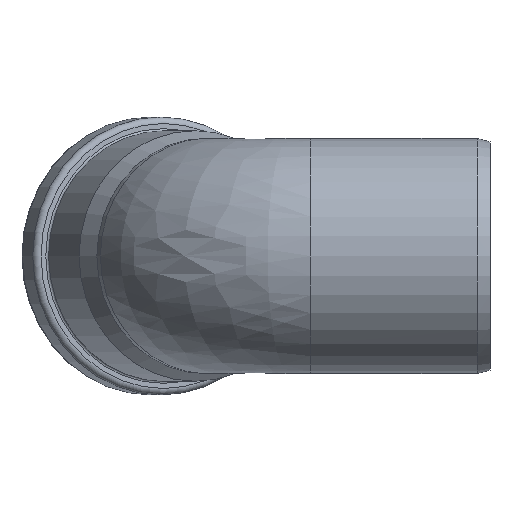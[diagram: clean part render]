
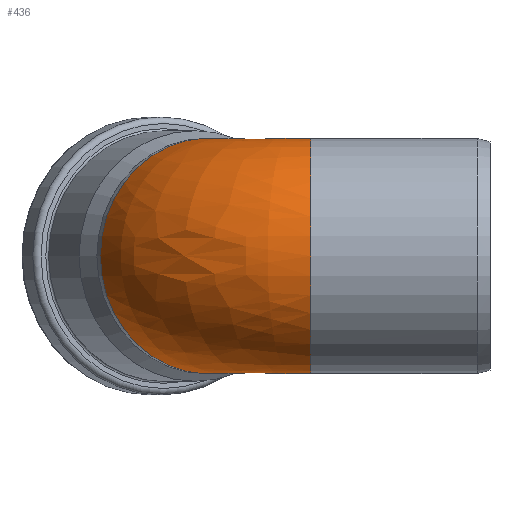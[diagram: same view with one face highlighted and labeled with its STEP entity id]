
A CAD part, left-side view. The second image highlights one B-rep face of the part: STEP entity #436.
In plain terms, the highlighted free-form (B-spline) face has degree [2, 2] with [9, 3] control points.
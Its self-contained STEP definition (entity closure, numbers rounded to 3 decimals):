
#46=(
BOUNDED_SURFACE()
B_SPLINE_SURFACE(2,2,((#790,#791,#792),(#793,#794,#795),(#796,#797,#798),
(#799,#800,#801),(#802,#803,#804),(#805,#806,#807),(#808,#809,#810),(#811,
#812,#813),(#814,#815,#816)),.UNSPECIFIED.,.F.,.F.,.F.)
B_SPLINE_SURFACE_WITH_KNOTS((3,2,2,2,3),(3,3),(-2.715,-1.357,
0.,1.357,2.715),(0.,1.178),
 .UNSPECIFIED.)
GEOMETRIC_REPRESENTATION_ITEM()
RATIONAL_B_SPLINE_SURFACE(((1.,0.831,1.),(0.778,
0.647,0.778),(1.,0.831,1.),(0.778,
0.647,0.778),(1.,0.831,1.),(0.778,
0.647,0.778),(1.,0.831,1.),(0.778,
0.647,0.778),(1.,0.831,1.)))
REPRESENTATION_ITEM('')
SURFACE()
);
#49=B_SPLINE_CURVE_WITH_KNOTS('',3,(#760,#761,#762,#763,#764,#765,#766,
#767,#768,#769,#770,#771,#772),.UNSPECIFIED.,.F.,.F.,(4,3,3,3,4),(-0.001,
0.058,0.079,0.108,0.159),
 .UNSPECIFIED.);
#50=B_SPLINE_CURVE_WITH_KNOTS('',3,(#776,#777,#778,#779,#780,#781,#782,
#783,#784,#785,#786,#787,#788),.UNSPECIFIED.,.F.,.F.,(4,3,3,3,4),(-0.001,
0.058,0.079,0.108,0.159),
 .UNSPECIFIED.);
#93=FACE_OUTER_BOUND('',#135,.T.);
#135=EDGE_LOOP('',(#344,#345,#346,#347));
#214=CIRCLE('',#482,55.05);
#215=CIRCLE('',#483,55.05);
#254=VERTEX_POINT('',#758);
#255=VERTEX_POINT('',#759);
#256=VERTEX_POINT('',#773);
#257=VERTEX_POINT('',#775);
#296=EDGE_CURVE('',#254,#255,#49,.T.);
#298=EDGE_CURVE('',#257,#256,#50,.T.);
#300=EDGE_CURVE('',#256,#254,#214,.T.);
#301=EDGE_CURVE('',#257,#255,#215,.T.);
#344=ORIENTED_EDGE('',*,*,#298,.T.);
#345=ORIENTED_EDGE('',*,*,#300,.T.);
#346=ORIENTED_EDGE('',*,*,#296,.T.);
#347=ORIENTED_EDGE('',*,*,#301,.F.);
#436=ADVANCED_FACE('',(#93),#46,.F.);
#482=AXIS2_PLACEMENT_3D('',#817,#570,#571);
#483=AXIS2_PLACEMENT_3D('',#818,#572,#573);
#570=DIRECTION('center_axis',(0.,1.,0.));
#571=DIRECTION('ref_axis',(1.,0.,0.));
#572=DIRECTION('center_axis',(0.924,0.383,0.));
#573=DIRECTION('ref_axis',(0.383,-0.924,0.));
#758=CARTESIAN_POINT('',(50.085,83.93,22.847));
#759=CARTESIAN_POINT('',(50.928,85.191,22.847));
#760=CARTESIAN_POINT('Ctrl Pts',(50.085,83.93,22.847));
#761=CARTESIAN_POINT('Ctrl Pts',(50.096,84.123,22.823));
#762=CARTESIAN_POINT('Ctrl Pts',(50.145,84.313,22.807));
#763=CARTESIAN_POINT('Ctrl Pts',(50.228,84.488,22.8));
#764=CARTESIAN_POINT('Ctrl Pts',(50.259,84.553,22.798));
#765=CARTESIAN_POINT('Ctrl Pts',(50.295,84.616,22.796));
#766=CARTESIAN_POINT('Ctrl Pts',(50.334,84.675,22.796));
#767=CARTESIAN_POINT('Ctrl Pts',(50.387,84.755,22.796));
#768=CARTESIAN_POINT('Ctrl Pts',(50.448,84.829,22.799));
#769=CARTESIAN_POINT('Ctrl Pts',(50.516,84.897,22.803));
#770=CARTESIAN_POINT('Ctrl Pts',(50.636,85.018,22.811));
#771=CARTESIAN_POINT('Ctrl Pts',(50.775,85.117,22.826));
#772=CARTESIAN_POINT('Ctrl Pts',(50.928,85.191,22.847));
#773=CARTESIAN_POINT('',(50.085,83.93,-22.847));
#775=CARTESIAN_POINT('',(50.928,85.191,-22.847));
#776=CARTESIAN_POINT('Ctrl Pts',(50.928,85.191,-22.847));
#777=CARTESIAN_POINT('Ctrl Pts',(50.754,85.107,-22.823));
#778=CARTESIAN_POINT('Ctrl Pts',(50.597,84.989,-22.807));
#779=CARTESIAN_POINT('Ctrl Pts',(50.467,84.845,-22.8));
#780=CARTESIAN_POINT('Ctrl Pts',(50.418,84.792,-22.798));
#781=CARTESIAN_POINT('Ctrl Pts',(50.374,84.735,-22.796));
#782=CARTESIAN_POINT('Ctrl Pts',(50.334,84.675,-22.796));
#783=CARTESIAN_POINT('Ctrl Pts',(50.281,84.596,-22.796));
#784=CARTESIAN_POINT('Ctrl Pts',(50.236,84.511,-22.799));
#785=CARTESIAN_POINT('Ctrl Pts',(50.199,84.423,-22.803));
#786=CARTESIAN_POINT('Ctrl Pts',(50.133,84.266,-22.811));
#787=CARTESIAN_POINT('Ctrl Pts',(50.095,84.099,-22.826));
#788=CARTESIAN_POINT('Ctrl Pts',(50.085,83.93,-22.847));
#790=CARTESIAN_POINT('Ctrl Pts',(50.109,83.93,22.794));
#791=CARTESIAN_POINT('Ctrl Pts',(50.109,84.826,22.794));
#792=CARTESIAN_POINT('Ctrl Pts',(50.937,85.169,22.794));
#793=CARTESIAN_POINT('Ctrl Pts',(31.727,83.93,63.205));
#794=CARTESIAN_POINT('Ctrl Pts',(31.727,97.109,63.205));
#795=CARTESIAN_POINT('Ctrl Pts',(43.902,102.152,63.205));
#796=CARTESIAN_POINT('Ctrl Pts',(-11.662,83.93,53.801));
#797=CARTESIAN_POINT('Ctrl Pts',(-11.662,126.1,53.801));
#798=CARTESIAN_POINT('Ctrl Pts',(27.298,142.238,53.801));
#799=CARTESIAN_POINT('Ctrl Pts',(-55.05,83.93,44.396));
#800=CARTESIAN_POINT('Ctrl Pts',(-55.05,155.091,44.396));
#801=CARTESIAN_POINT('Ctrl Pts',(10.694,182.323,44.396));
#802=CARTESIAN_POINT('Ctrl Pts',(-55.05,83.93,0.));
#803=CARTESIAN_POINT('Ctrl Pts',(-55.05,155.091,0.));
#804=CARTESIAN_POINT('Ctrl Pts',(10.694,182.323,0.));
#805=CARTESIAN_POINT('Ctrl Pts',(-55.05,83.93,-44.396));
#806=CARTESIAN_POINT('Ctrl Pts',(-55.05,155.091,-44.396));
#807=CARTESIAN_POINT('Ctrl Pts',(10.694,182.323,-44.396));
#808=CARTESIAN_POINT('Ctrl Pts',(-11.662,83.93,-53.801));
#809=CARTESIAN_POINT('Ctrl Pts',(-11.662,126.1,-53.801));
#810=CARTESIAN_POINT('Ctrl Pts',(27.298,142.238,-53.801));
#811=CARTESIAN_POINT('Ctrl Pts',(31.727,83.93,-63.205));
#812=CARTESIAN_POINT('Ctrl Pts',(31.727,97.109,-63.205));
#813=CARTESIAN_POINT('Ctrl Pts',(43.902,102.152,-63.205));
#814=CARTESIAN_POINT('Ctrl Pts',(50.109,83.93,-22.794));
#815=CARTESIAN_POINT('Ctrl Pts',(50.109,84.826,-22.794));
#816=CARTESIAN_POINT('Ctrl Pts',(50.937,85.169,-22.794));
#817=CARTESIAN_POINT('Origin',(0.,83.93,0.));
#818=CARTESIAN_POINT('Origin',(31.761,131.464,0.));
